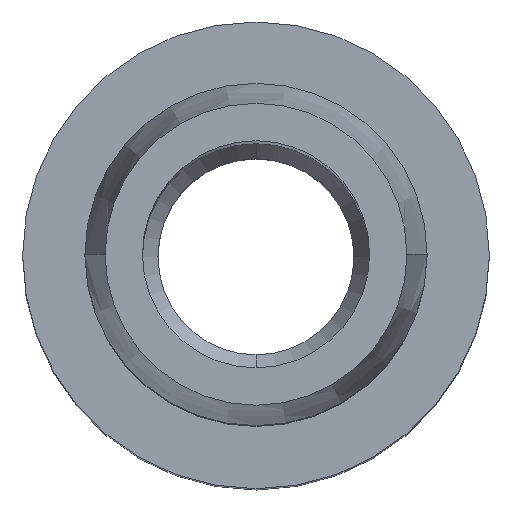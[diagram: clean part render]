
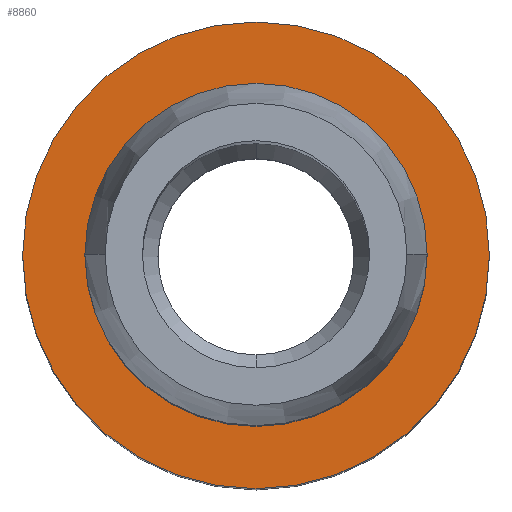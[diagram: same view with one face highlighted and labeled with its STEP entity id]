
A CAD part, top view. The second image highlights one B-rep face of the part: STEP entity #8860.
In plain terms, the highlighted planar face has unit normal (0, 0, 1).
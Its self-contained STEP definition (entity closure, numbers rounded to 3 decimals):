
#2330=CARTESIAN_POINT('',(7.5,0.,31.95));
#2340=VERTEX_POINT('',#2330);
#2520=CARTESIAN_POINT('',(-7.5,0.,31.95));
#2530=VERTEX_POINT('',#2520);
#2560=CARTESIAN_POINT('',(0.,0.,31.95));
#2570=DIRECTION('',(0.,0.,-1.));
#2580=DIRECTION('',(-1.,0.,0.));
#2590=AXIS2_PLACEMENT_3D('',#2560,#2570,#2580);
#2600=CIRCLE('',#2590,7.5);
#2610=EDGE_CURVE('',#2340,#2530,#2600,.T.);
#4870=CARTESIAN_POINT('',(-5.5,0.,31.95)
);
#4880=VERTEX_POINT('',#4870);
#4910=CARTESIAN_POINT('',(0.,0.,
31.95));
#4920=DIRECTION('',(0.,0.,-1.));
#4930=DIRECTION('',(1.,0.,0.));
#4940=AXIS2_PLACEMENT_3D('',#4910,#4920,#4930);
#4950=CIRCLE('',#4940,5.5);
#4960=CARTESIAN_POINT('',(5.5,0.,31.95))
;
#4970=VERTEX_POINT('',#4960);
#4980=EDGE_CURVE('',#4880,#4970,#4950,.T.);
#8710=CARTESIAN_POINT('',(-3.7,12.7,31.95));
#8720=DIRECTION('',(0.,0.,-1.));
#8730=DIRECTION('',(-1.,0.,0.));
#8740=AXIS2_PLACEMENT_3D('',#8710,#8720,#8730);
#8750=PLANE('',#8740);
#8760=ORIENTED_EDGE('',*,*,#4980,.T.);
#8770=EDGE_CURVE('',#4970,#4880,#4950,.T.);
#8780=ORIENTED_EDGE('',*,*,#8770,.T.);
#8790=EDGE_LOOP('',(#8780,#8760));
#8800=FACE_BOUND('',#8790,.T.);
#8810=EDGE_CURVE('',#2530,#2340,#2600,.T.);
#8820=ORIENTED_EDGE('',*,*,#8810,.F.);
#8830=ORIENTED_EDGE('',*,*,#2610,.F.);
#8840=EDGE_LOOP('',(#8830,#8820));
#8850=FACE_OUTER_BOUND('',#8840,.T.);
#8860=ADVANCED_FACE('',(#8800,#8850),#8750,.F.);
